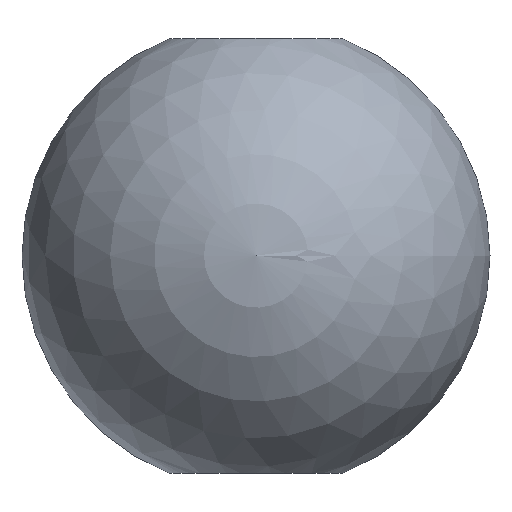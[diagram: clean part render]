
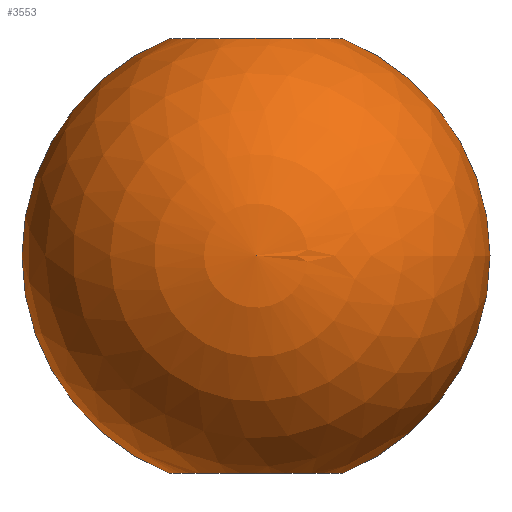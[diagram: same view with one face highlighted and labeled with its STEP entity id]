
A CAD part, top view. The second image highlights one B-rep face of the part: STEP entity #3553.
In plain terms, the highlighted spherical face has radius 17.5 mm.
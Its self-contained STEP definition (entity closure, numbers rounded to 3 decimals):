
#44 = VERTEX_POINT ( 'NONE', #4204 ) ;
#109 = CIRCLE ( 'NONE', #304, 17.5 ) ;
#304 = AXIS2_PLACEMENT_3D ( 'NONE', #5963, #6847, #7708 ) ;
#376 = DIRECTION ( 'NONE',  ( 0., -1., 0. ) ) ;
#541 = EDGE_CURVE ( 'NONE', #6677, #9884, #2350, .T. ) ;
#632 = DIRECTION ( 'NONE',  ( 0., 0., -1. ) ) ;
#728 = EDGE_CURVE ( 'NONE', #44, #9454, #7996, .T. ) ;
#1707 = DIRECTION ( 'NONE',  ( 0., 1., 0. ) ) ;
#2173 = CARTESIAN_POINT ( 'NONE',  ( -6.482, 16.255, 0. ) ) ;
#2255 = DIRECTION ( 'NONE',  ( 0., 1., 0. ) ) ;
#2350 = CIRCLE ( 'NONE', #8656, 6.482 ) ;
#2877 = AXIS2_PLACEMENT_3D ( 'NONE', #3608, #9856, #10729 ) ;
#2878 = DIRECTION ( 'NONE',  ( 0., 0., -1. ) ) ;
#2903 = ORIENTED_EDGE ( 'NONE', *, *, #8816, .T. ) ;
#2959 = CIRCLE ( 'NONE', #8466, 6.482 ) ;
#3010 = EDGE_CURVE ( 'NONE', #7201, #5154, #10493, .T. ) ;
#3131 = AXIS2_PLACEMENT_3D ( 'NONE', #11101, #1707, #6918 ) ;
#3528 = ORIENTED_EDGE ( 'NONE', *, *, #541, .T. ) ;
#3553 = ADVANCED_FACE ( 'NONE', ( #8708 ), #9814, .T. ) ;
#3608 = CARTESIAN_POINT ( 'NONE',  ( 0., 0., 0. ) ) ;
#3798 = CARTESIAN_POINT ( 'NONE',  ( 0., 16.255, 6.482 ) ) ;
#3808 = DIRECTION ( 'NONE',  ( 0., 0., -1. ) ) ;
#4204 = CARTESIAN_POINT ( 'NONE',  ( 0., -16.255, 6.482 ) ) ;
#4925 = DIRECTION ( 'NONE',  ( 0., 0., 1. ) ) ;
#5017 = ORIENTED_EDGE ( 'NONE', *, *, #728, .T. ) ;
#5154 = VERTEX_POINT ( 'NONE', #2173 ) ;
#5721 = CARTESIAN_POINT ( 'NONE',  ( 0., 16.255, 0. ) ) ;
#5963 = CARTESIAN_POINT ( 'NONE',  ( 0., 0., 0. ) ) ;
#6653 = CARTESIAN_POINT ( 'NONE',  ( 0., -16.255, 0. ) ) ;
#6677 = VERTEX_POINT ( 'NONE', #8789 ) ;
#6847 = DIRECTION ( 'NONE',  ( 0., 0., 1. ) ) ;
#6889 = EDGE_CURVE ( 'NONE', #9884, #5154, #10258, .T. ) ;
#6918 = DIRECTION ( 'NONE',  ( 0., 0., 1. ) ) ;
#7201 = VERTEX_POINT ( 'NONE', #7822 ) ;
#7708 = DIRECTION ( 'NONE',  ( 1., 0., 0. ) ) ;
#7822 = CARTESIAN_POINT ( 'NONE',  ( -6.482, -16.255, 0. ) ) ;
#7996 = CIRCLE ( 'NONE', #3131, 6.482 ) ;
#8110 = CARTESIAN_POINT ( 'NONE',  ( 6.482, -16.255, 0. ) ) ;
#8466 = AXIS2_PLACEMENT_3D ( 'NONE', #6653, #2255, #4925 ) ;
#8656 = AXIS2_PLACEMENT_3D ( 'NONE', #5721, #9213, #632 ) ;
#8697 = CARTESIAN_POINT ( 'NONE',  ( 0., 0., 0. ) ) ;
#8708 = FACE_OUTER_BOUND ( 'NONE', #10006, .T. ) ;
#8789 = CARTESIAN_POINT ( 'NONE',  ( 6.482, 16.255, 0. ) ) ;
#8816 = EDGE_CURVE ( 'NONE', #9454, #6677, #109, .T. ) ;
#8847 = AXIS2_PLACEMENT_3D ( 'NONE', #8697, #2878, #8886 ) ;
#8886 = DIRECTION ( 'NONE',  ( -1., 0., 0. ) ) ;
#9073 = ORIENTED_EDGE ( 'NONE', *, *, #10076, .T. ) ;
#9213 = DIRECTION ( 'NONE',  ( 0., -1., 0. ) ) ;
#9361 = ORIENTED_EDGE ( 'NONE', *, *, #3010, .F. ) ;
#9454 = VERTEX_POINT ( 'NONE', #8110 ) ;
#9767 = ORIENTED_EDGE ( 'NONE', *, *, #6889, .T. ) ;
#9814 = SPHERICAL_SURFACE ( 'NONE', #2877, 17.5 ) ;
#9856 = DIRECTION ( 'NONE',  ( 0., 0., -1. ) ) ;
#9884 = VERTEX_POINT ( 'NONE', #3798 ) ;
#10006 = EDGE_LOOP ( 'NONE', ( #9361, #9073, #5017, #2903, #3528, #9767 ) ) ;
#10076 = EDGE_CURVE ( 'NONE', #7201, #44, #2959, .T. ) ;
#10258 = CIRCLE ( 'NONE', #10403, 6.482 ) ;
#10403 = AXIS2_PLACEMENT_3D ( 'NONE', #10745, #376, #3808 ) ;
#10493 = CIRCLE ( 'NONE', #8847, 17.5 ) ;
#10729 = DIRECTION ( 'NONE',  ( 1., 0., 0. ) ) ;
#10745 = CARTESIAN_POINT ( 'NONE',  ( 0., 16.255, 0. ) ) ;
#11101 = CARTESIAN_POINT ( 'NONE',  ( 0., -16.255, 0. ) ) ;
